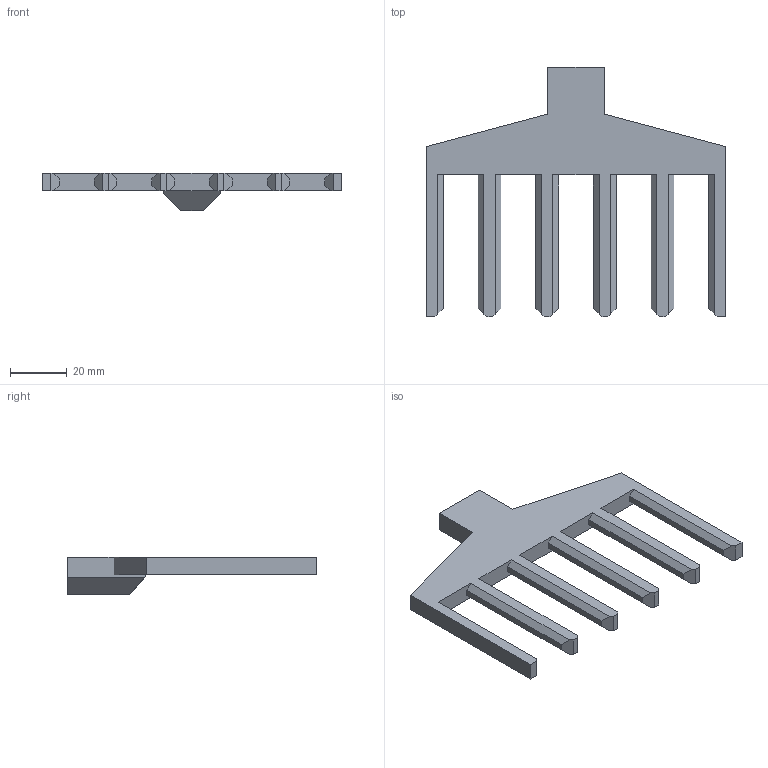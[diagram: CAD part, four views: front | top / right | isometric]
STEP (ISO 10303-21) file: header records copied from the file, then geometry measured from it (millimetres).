
FILE_DESCRIPTION(('FreeCAD Model'),'2;1');
FILE_NAME('Open CASCADE Shape Model','2024-01-20T23:31:41',(''),(''), 'Open CASCADE STEP processor 7.6','FreeCAD','Unknown');
FILE_SCHEMA(('AUTOMOTIVE_DESIGN { 1 0 10303 214 1 1 1 1 }'));
Length unit declared in the file: millimetre
Products named in the file (1): GiggaDork 1B
Bounding box: 105.5 x 88 x 13.2 mm (x, y, z)
Volume: 25355.9 mm3; surface area: 13917.2 mm2
Topology: 1 solids, 1 shells, 257 faces, 717 edges, 478 vertices
Faces by surface type: extrusion 173, plane 82, cylinder 2
Entity records: 22191 total; most frequent: CARTESIAN_POINT 9394, DIRECTION 1631, VECTOR 1451, ORIENTED_EDGE 1436, PCURVE 1434, DEFINITIONAL_REPRESENTATION 1434, LINE 1278, B_SPLINE_CURVE_WITH_KNOTS 1038
